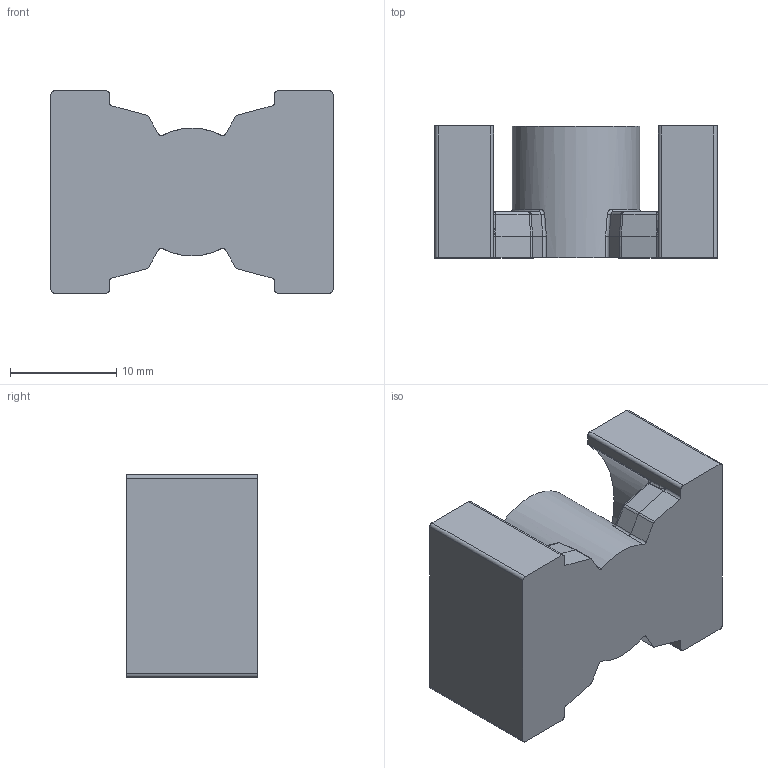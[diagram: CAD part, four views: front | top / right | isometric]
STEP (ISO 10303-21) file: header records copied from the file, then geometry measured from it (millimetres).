
FILE_DESCRIPTION((''),'2;1');
FILE_NAME('C61036-A0467-C003-02-7606','2018-04-06T',('ec7121'),(''),'PRO/ENGINEER BY PARAMETRIC TECHNOLOGY CORPORATION, 2014000','PRO/ENGINEER BY PARAMETRIC TECHNOLOGY CORPORATION, 2014000','');
FILE_SCHEMA(('CONFIG_CONTROL_DESIGN'));
Length unit declared in the file: millimetre
Products named in the file (1): C61036-A0467-C003-02-7606
Bounding box: 26.5 x 12.38 x 19 mm (x, y, z)
Volume: 3756.4 mm3; surface area: 2370.2 mm2
Topology: 1 solids, 1 shells, 114 faces, 287 edges, 174 vertices
Faces by surface type: cylinder 40, plane 32, bspline 24, torus 10, cone 4, sphere 4
Entity records: 6386 total; most frequent: CARTESIAN_POINT 3795, ORIENTED_EDGE 572, DIRECTION 492, EDGE_CURVE 286, AXIS2_PLACEMENT_3D 189, VERTEX_POINT 174, VECTOR 114, LINE 114
